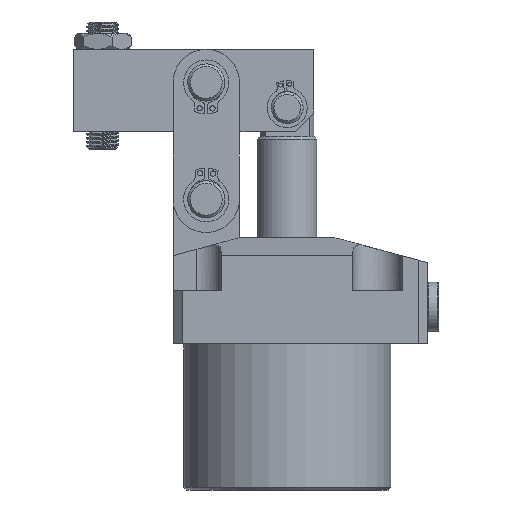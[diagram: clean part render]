
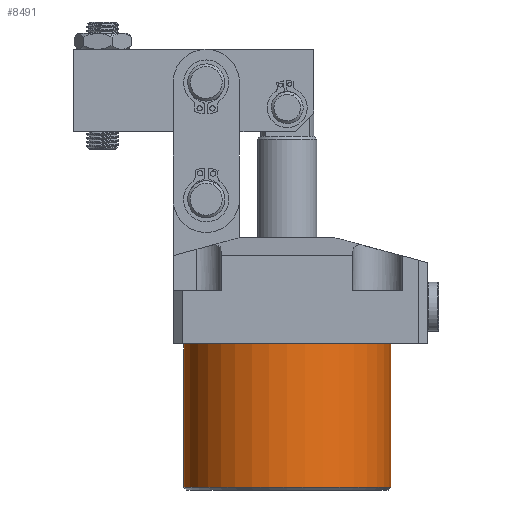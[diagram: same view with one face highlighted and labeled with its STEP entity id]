
A CAD part, front view. The second image highlights one B-rep face of the part: STEP entity #8491.
In plain terms, the highlighted cylindrical face has radius 39 mm (diameter 78 mm), a partial arc.
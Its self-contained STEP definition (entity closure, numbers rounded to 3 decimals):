
#693 = CARTESIAN_POINT ( 'NONE',  ( 0., 0., -75. ) ) ;
#783 = CARTESIAN_POINT ( 'NONE',  ( -39., 0., -75. ) ) ;
#2126 = DIRECTION ( 'NONE',  ( 1., 0., 0. ) ) ;
#2445 = AXIS2_PLACEMENT_3D ( 'NONE', #23336, #15662, #2126 ) ;
#2864 = AXIS2_PLACEMENT_3D ( 'NONE', #14015, #19652, #23481 ) ;
#4603 = LINE ( 'NONE', #13889, #14391 ) ;
#5259 = AXIS2_PLACEMENT_3D ( 'NONE', #693, #6654, #24227 ) ;
#5736 = CYLINDRICAL_SURFACE ( 'NONE', #5259, 39. ) ;
#6654 = DIRECTION ( 'NONE',  ( 0., 0., 1. ) ) ;
#6834 = CARTESIAN_POINT ( 'NONE',  ( -39., 0., -20. ) ) ;
#8491 = ADVANCED_FACE ( 'NONE', ( #23739 ), #5736, .T. ) ;
#8761 = ORIENTED_EDGE ( 'NONE', *, *, #9641, .F. ) ;
#9641 = EDGE_CURVE ( 'NONE', #11033, #13375, #24759, .T. ) ;
#9763 = ORIENTED_EDGE ( 'NONE', *, *, #9900, .T. ) ;
#9900 = EDGE_CURVE ( 'NONE', #24579, #17880, #4603, .T. ) ;
#11033 = VERTEX_POINT ( 'NONE', #20140 ) ;
#12621 = DIRECTION ( 'NONE',  ( 0., 0., 1. ) ) ;
#13375 = VERTEX_POINT ( 'NONE', #6834 ) ;
#13889 = CARTESIAN_POINT ( 'NONE',  ( 39., 0., -75. ) ) ;
#14015 = CARTESIAN_POINT ( 'NONE',  ( 0., 0., -74. ) ) ;
#14070 = CARTESIAN_POINT ( 'NONE',  ( 39., 0., -20. ) ) ;
#14391 = VECTOR ( 'NONE', #19611, 1000. ) ;
#14533 = CIRCLE ( 'NONE', #2864, 39. ) ;
#15044 = EDGE_CURVE ( 'NONE', #11033, #24579, #14533, .T. ) ;
#15662 = DIRECTION ( 'NONE',  ( 0., 0., -1. ) ) ;
#16006 = ORIENTED_EDGE ( 'NONE', *, *, #15044, .T. ) ;
#17880 = VERTEX_POINT ( 'NONE', #14070 ) ;
#19611 = DIRECTION ( 'NONE',  ( 0., 0., 1. ) ) ;
#19652 = DIRECTION ( 'NONE',  ( 0., 0., 1. ) ) ;
#19715 = CARTESIAN_POINT ( 'NONE',  ( 39., 0., -74. ) ) ;
#19868 = ORIENTED_EDGE ( 'NONE', *, *, #20245, .T. ) ;
#20140 = CARTESIAN_POINT ( 'NONE',  ( -39., 0., -74. ) ) ;
#20245 = EDGE_CURVE ( 'NONE', #17880, #13375, #24755, .T. ) ;
#23336 = CARTESIAN_POINT ( 'NONE',  ( 0., 0., -20. ) ) ;
#23481 = DIRECTION ( 'NONE',  ( -1., 0., 0. ) ) ;
#23517 = VECTOR ( 'NONE', #12621, 1000. ) ;
#23739 = FACE_OUTER_BOUND ( 'NONE', #23777, .T. ) ;
#23777 = EDGE_LOOP ( 'NONE', ( #8761, #16006, #9763, #19868 ) ) ;
#24227 = DIRECTION ( 'NONE',  ( 1., 0., 0. ) ) ;
#24579 = VERTEX_POINT ( 'NONE', #19715 ) ;
#24755 = CIRCLE ( 'NONE', #2445, 39. ) ;
#24759 = LINE ( 'NONE', #783, #23517 ) ;
